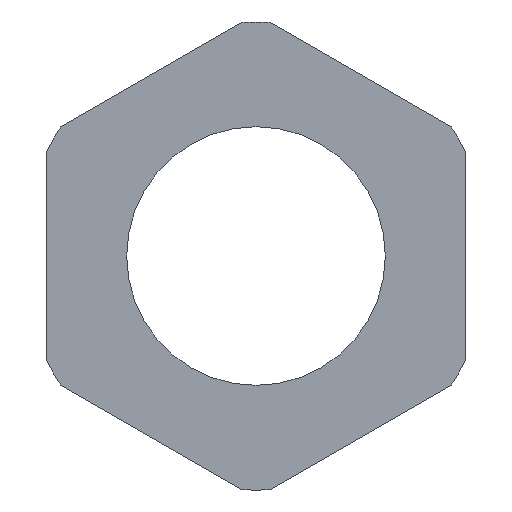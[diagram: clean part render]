
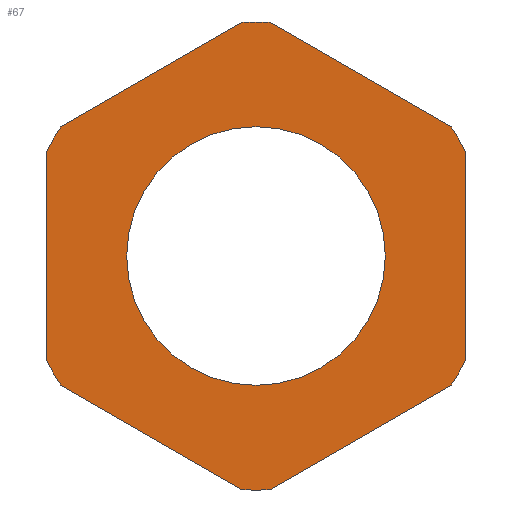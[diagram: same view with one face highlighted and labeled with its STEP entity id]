
A CAD part, front view. The second image highlights one B-rep face of the part: STEP entity #67.
In plain terms, the highlighted planar face has unit normal (0, -1, 0).
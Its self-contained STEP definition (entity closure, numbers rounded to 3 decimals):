
#1 = EDGE_CURVE ( 'NONE', #569, #152, #557, .T. ) ;
#8 = DIRECTION ( 'NONE',  ( 0., 0., -1. ) ) ;
#28 = CARTESIAN_POINT ( 'NONE',  ( 7.924, 0., -5.24 ) ) ;
#31 = CIRCLE ( 'NONE', #156, 9.5 ) ;
#34 = EDGE_CURVE ( 'NONE', #99, #574, #561, .T. ) ;
#36 = EDGE_CURVE ( 'NONE', #40, #310, #206, .T. ) ;
#39 = VECTOR ( 'NONE', #204, 1000. ) ;
#40 = VERTEX_POINT ( 'NONE', #356 ) ;
#47 = AXIS2_PLACEMENT_3D ( 'NONE', #580, #321, #86 ) ;
#48 = CIRCLE ( 'NONE', #47, 9.5 ) ;
#61 = VECTOR ( 'NONE', #217, 1000. ) ;
#66 = AXIS2_PLACEMENT_3D ( 'NONE', #418, #584, #503 ) ;
#67 = ADVANCED_FACE ( 'NONE', ( #185, #428 ), #89, .F. ) ;
#72 = CARTESIAN_POINT ( 'NONE',  ( -8.5, 0., 4.907 ) ) ;
#83 = CARTESIAN_POINT ( 'NONE',  ( -0.576, 0., -9.483 ) ) ;
#86 = DIRECTION ( 'NONE',  ( 0., 0., 1. ) ) ;
#88 = CARTESIAN_POINT ( 'NONE',  ( -7.924, 0., -5.24 ) ) ;
#89 = PLANE ( 'NONE',  #66 ) ;
#99 = VERTEX_POINT ( 'NONE', #449 ) ;
#103 = CIRCLE ( 'NONE', #348, 9.5 ) ;
#112 = AXIS2_PLACEMENT_3D ( 'NONE', #173, #135, #326 ) ;
#117 = CIRCLE ( 'NONE', #517, 9.5 ) ;
#121 = DIRECTION ( 'NONE',  ( 0., 0., 1. ) ) ;
#135 = DIRECTION ( 'NONE',  ( 0., 1., 0. ) ) ;
#139 = ORIENTED_EDGE ( 'NONE', *, *, #288, .F. ) ;
#145 = CIRCLE ( 'NONE', #112, 5.25 ) ;
#151 = CIRCLE ( 'NONE', #426, 9.5 ) ;
#152 = VERTEX_POINT ( 'NONE', #284 ) ;
#153 = VERTEX_POINT ( 'NONE', #509 ) ;
#156 = AXIS2_PLACEMENT_3D ( 'NONE', #344, #396, #121 ) ;
#157 = DIRECTION ( 'NONE',  ( 0., 0., 1. ) ) ;
#159 = LINE ( 'NONE', #72, #39 ) ;
#165 = LINE ( 'NONE', #372, #545 ) ;
#173 = CARTESIAN_POINT ( 'NONE',  ( 0., 0., 0. ) ) ;
#185 = FACE_BOUND ( 'NONE', #305, .T. ) ;
#188 = DIRECTION ( 'NONE',  ( 0., -1., 0. ) ) ;
#190 = CARTESIAN_POINT ( 'NONE',  ( 0., 0., 0. ) ) ;
#191 = AXIS2_PLACEMENT_3D ( 'NONE', #271, #587, #362 ) ;
#192 = CARTESIAN_POINT ( 'NONE',  ( 0., 0., -5.25 ) ) ;
#204 = DIRECTION ( 'NONE',  ( 0.866, 0., 0.5 ) ) ;
#206 = CIRCLE ( 'NONE', #191, 5.25 ) ;
#207 = EDGE_LOOP ( 'NONE', ( #293, #322, #568, #139, #482, #276, #211, #563, #408, #425, #359, #358, #247 ) ) ;
#211 = ORIENTED_EDGE ( 'NONE', *, *, #270, .T. ) ;
#217 = DIRECTION ( 'NONE',  ( 0.866, 0., -0.5 ) ) ;
#222 = CARTESIAN_POINT ( 'NONE',  ( 8.5, 0., -4.243 ) ) ;
#232 = ORIENTED_EDGE ( 'NONE', *, *, #554, .T. ) ;
#235 = VECTOR ( 'NONE', #246, 1000. ) ;
#236 = EDGE_CURVE ( 'NONE', #536, #336, #459, .T. ) ;
#239 = DIRECTION ( 'NONE',  ( 0., -1., 0. ) ) ;
#245 = ORIENTED_EDGE ( 'NONE', *, *, #36, .T. ) ;
#246 = DIRECTION ( 'NONE',  ( -0.866, 0., 0.5 ) ) ;
#247 = ORIENTED_EDGE ( 'NONE', *, *, #347, .F. ) ;
#250 = EDGE_CURVE ( 'NONE', #153, #152, #151, .T. ) ;
#258 = CARTESIAN_POINT ( 'NONE',  ( 0., 0., 9.815 ) ) ;
#265 = EDGE_CURVE ( 'NONE', #153, #522, #165, .T. ) ;
#268 = CARTESIAN_POINT ( 'NONE',  ( -7.924, 0., 5.24 ) ) ;
#270 = EDGE_CURVE ( 'NONE', #338, #522, #31, .T. ) ;
#271 = CARTESIAN_POINT ( 'NONE',  ( 0., 0., 0. ) ) ;
#276 = ORIENTED_EDGE ( 'NONE', *, *, #506, .F. ) ;
#284 = CARTESIAN_POINT ( 'NONE',  ( 7.924, 0., 5.24 ) ) ;
#288 = EDGE_CURVE ( 'NONE', #393, #519, #479, .T. ) ;
#293 = ORIENTED_EDGE ( 'NONE', *, *, #538, .T. ) ;
#299 = DIRECTION ( 'NONE',  ( 0., 0., 1. ) ) ;
#300 = CARTESIAN_POINT ( 'NONE',  ( -0.576, 0., 9.483 ) ) ;
#305 = EDGE_LOOP ( 'NONE', ( #245, #232 ) ) ;
#309 = VECTOR ( 'NONE', #542, 1000. ) ;
#310 = VERTEX_POINT ( 'NONE', #192 ) ;
#313 = DIRECTION ( 'NONE',  ( 0., -1., 0. ) ) ;
#317 = CARTESIAN_POINT ( 'NONE',  ( 0., 0., 9.5 ) ) ;
#321 = DIRECTION ( 'NONE',  ( 0., -1., 0. ) ) ;
#322 = ORIENTED_EDGE ( 'NONE', *, *, #34, .F. ) ;
#326 = DIRECTION ( 'NONE',  ( 0., 0., 1. ) ) ;
#332 = EDGE_CURVE ( 'NONE', #393, #498, #117, .T. ) ;
#333 = CARTESIAN_POINT ( 'NONE',  ( 0., 0., 0. ) ) ;
#336 = VERTEX_POINT ( 'NONE', #300 ) ;
#338 = VERTEX_POINT ( 'NONE', #28 ) ;
#344 = CARTESIAN_POINT ( 'NONE',  ( 0., 0., 0. ) ) ;
#347 = EDGE_CURVE ( 'NONE', #529, #336, #159, .T. ) ;
#348 = AXIS2_PLACEMENT_3D ( 'NONE', #421, #412, #409 ) ;
#349 = CARTESIAN_POINT ( 'NONE',  ( 8.5, 0., -4.907 ) ) ;
#353 = CARTESIAN_POINT ( 'NONE',  ( -8.5, 0., -4.907 ) ) ;
#356 = CARTESIAN_POINT ( 'NONE',  ( 0., 0., 5.25 ) ) ;
#358 = ORIENTED_EDGE ( 'NONE', *, *, #236, .T. ) ;
#359 = ORIENTED_EDGE ( 'NONE', *, *, #434, .T. ) ;
#362 = DIRECTION ( 'NONE',  ( 0., 0., 1. ) ) ;
#363 = DIRECTION ( 'NONE',  ( -0.866, 0., -0.5 ) ) ;
#372 = CARTESIAN_POINT ( 'NONE',  ( 8.5, 0., 4.907 ) ) ;
#375 = LINE ( 'NONE', #349, #567 ) ;
#390 = AXIS2_PLACEMENT_3D ( 'NONE', #333, #188, #511 ) ;
#393 = VERTEX_POINT ( 'NONE', #83 ) ;
#396 = DIRECTION ( 'NONE',  ( 0., -1., 0. ) ) ;
#408 = ORIENTED_EDGE ( 'NONE', *, *, #250, .T. ) ;
#409 = DIRECTION ( 'NONE',  ( 0., 0., 1. ) ) ;
#410 = CARTESIAN_POINT ( 'NONE',  ( 0.576, 0., 9.483 ) ) ;
#412 = DIRECTION ( 'NONE',  ( 0., -1., 0. ) ) ;
#418 = CARTESIAN_POINT ( 'NONE',  ( 0., 0., 0. ) ) ;
#421 = CARTESIAN_POINT ( 'NONE',  ( 0., 0., 0. ) ) ;
#425 = ORIENTED_EDGE ( 'NONE', *, *, #1, .F. ) ;
#426 = AXIS2_PLACEMENT_3D ( 'NONE', #190, #239, #299 ) ;
#428 = FACE_OUTER_BOUND ( 'NONE', #207, .T. ) ;
#434 = EDGE_CURVE ( 'NONE', #569, #536, #495, .T. ) ;
#449 = CARTESIAN_POINT ( 'NONE',  ( -8.5, 0., -4.243 ) ) ;
#459 = CIRCLE ( 'NONE', #390, 9.5 ) ;
#467 = CARTESIAN_POINT ( 'NONE',  ( 0., 0., -9.815 ) ) ;
#476 = DIRECTION ( 'NONE',  ( 0., -1., 0. ) ) ;
#478 = CARTESIAN_POINT ( 'NONE',  ( 0., 0., 0. ) ) ;
#479 = LINE ( 'NONE', #467, #235 ) ;
#482 = ORIENTED_EDGE ( 'NONE', *, *, #332, .T. ) ;
#484 = DIRECTION ( 'NONE',  ( 0., 0., 1. ) ) ;
#490 = CARTESIAN_POINT ( 'NONE',  ( 0., 0., 0. ) ) ;
#495 = CIRCLE ( 'NONE', #520, 9.5 ) ;
#498 = VERTEX_POINT ( 'NONE', #537 ) ;
#503 = DIRECTION ( 'NONE',  ( 0., 0., 1. ) ) ;
#506 = EDGE_CURVE ( 'NONE', #338, #498, #375, .T. ) ;
#509 = CARTESIAN_POINT ( 'NONE',  ( 8.5, 0., 4.243 ) ) ;
#511 = DIRECTION ( 'NONE',  ( 0., 0., 1. ) ) ;
#517 = AXIS2_PLACEMENT_3D ( 'NONE', #478, #476, #157 ) ;
#519 = VERTEX_POINT ( 'NONE', #88 ) ;
#520 = AXIS2_PLACEMENT_3D ( 'NONE', #490, #313, #484 ) ;
#522 = VERTEX_POINT ( 'NONE', #222 ) ;
#523 = EDGE_CURVE ( 'NONE', #99, #519, #48, .T. ) ;
#529 = VERTEX_POINT ( 'NONE', #268 ) ;
#536 = VERTEX_POINT ( 'NONE', #317 ) ;
#537 = CARTESIAN_POINT ( 'NONE',  ( 0.576, 0., -9.483 ) ) ;
#538 = EDGE_CURVE ( 'NONE', #529, #574, #103, .T. ) ;
#541 = CARTESIAN_POINT ( 'NONE',  ( -8.5, 0., 4.243 ) ) ;
#542 = DIRECTION ( 'NONE',  ( 0., 0., 1. ) ) ;
#545 = VECTOR ( 'NONE', #8, 1000. ) ;
#554 = EDGE_CURVE ( 'NONE', #310, #40, #145, .T. ) ;
#557 = LINE ( 'NONE', #258, #61 ) ;
#561 = LINE ( 'NONE', #353, #309 ) ;
#563 = ORIENTED_EDGE ( 'NONE', *, *, #265, .F. ) ;
#567 = VECTOR ( 'NONE', #363, 1000. ) ;
#568 = ORIENTED_EDGE ( 'NONE', *, *, #523, .T. ) ;
#569 = VERTEX_POINT ( 'NONE', #410 ) ;
#574 = VERTEX_POINT ( 'NONE', #541 ) ;
#580 = CARTESIAN_POINT ( 'NONE',  ( 0., 0., 0. ) ) ;
#584 = DIRECTION ( 'NONE',  ( 0., 1., 0. ) ) ;
#587 = DIRECTION ( 'NONE',  ( 0., 1., 0. ) ) ;
